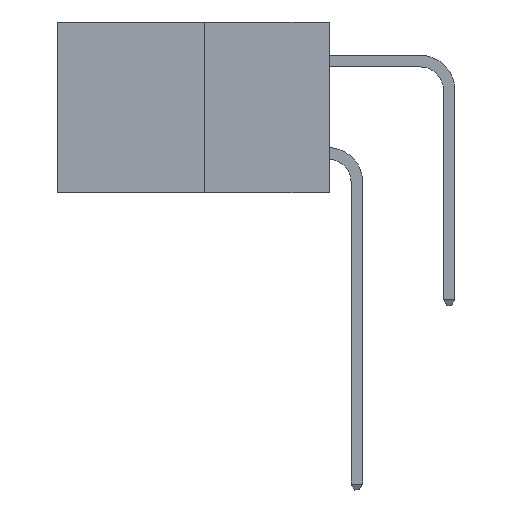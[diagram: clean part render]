
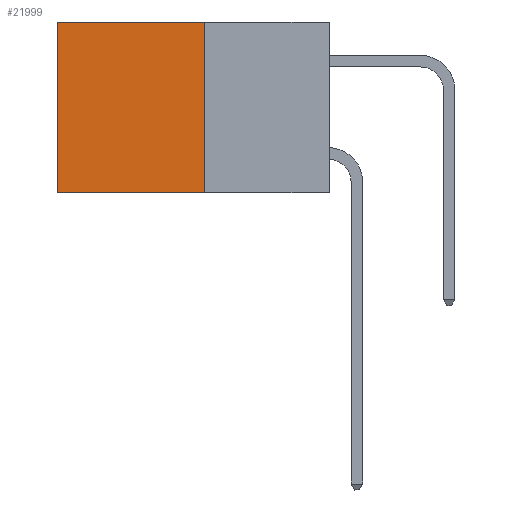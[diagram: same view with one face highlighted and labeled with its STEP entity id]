
A CAD part, left-side view. The second image highlights one B-rep face of the part: STEP entity #21999.
In plain terms, the highlighted planar face has unit normal (-1, 0, 0).
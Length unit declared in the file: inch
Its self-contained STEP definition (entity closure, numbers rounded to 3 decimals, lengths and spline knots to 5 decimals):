
#48 = ORIENTED_EDGE ( 'NONE', *, *, #22852, .F. ) ;
#1707 = VECTOR ( 'NONE', #28042, 39.37008 ) ;
#3442 = VERTEX_POINT ( 'NONE', #23515 ) ;
#5077 = VERTEX_POINT ( 'NONE', #14667 ) ;
#5615 = FACE_OUTER_BOUND ( 'NONE', #27626, .T. ) ;
#5677 = DIRECTION ( 'NONE',  ( 0., 1., 0. ) ) ;
#6579 = EDGE_CURVE ( 'NONE', #22027, #5077, #11134, .T. ) ;
#6884 = DIRECTION ( 'NONE',  ( 0., 1., 0. ) ) ;
#7535 = LINE ( 'NONE', #17093, #1707 ) ;
#7878 = CARTESIAN_POINT ( 'NONE',  ( 0.277, 0.27, -0.37 ) ) ;
#7891 = ORIENTED_EDGE ( 'NONE', *, *, #10820, .T. ) ;
#10036 = DIRECTION ( 'NONE',  ( 1., 0., 0. ) ) ;
#10820 = EDGE_CURVE ( 'NONE', #12918, #22027, #26097, .T. ) ;
#11134 = LINE ( 'NONE', #24471, #17018 ) ;
#11226 = DIRECTION ( 'NONE',  ( 0., 0., -1. ) ) ;
#12918 = VERTEX_POINT ( 'NONE', #17118 ) ;
#14349 = VECTOR ( 'NONE', #5677, 39.37008 ) ;
#14667 = CARTESIAN_POINT ( 'NONE',  ( 0.277, 0.59, -0.37 ) ) ;
#14745 = AXIS2_PLACEMENT_3D ( 'NONE', #7878, #10036, #25474 ) ;
#14964 = VECTOR ( 'NONE', #6884, 39.37008 ) ;
#17018 = VECTOR ( 'NONE', #11226, 39.37008 ) ;
#17093 = CARTESIAN_POINT ( 'NONE',  ( 0.277, 0.27, -0.37 ) ) ;
#17118 = CARTESIAN_POINT ( 'NONE',  ( 0.277, 0.27, 0. ) ) ;
#18435 = EDGE_CURVE ( 'NONE', #3442, #5077, #20163, .T. ) ;
#18499 = ORIENTED_EDGE ( 'NONE', *, *, #6579, .T. ) ;
#18783 = CARTESIAN_POINT ( 'NONE',  ( 0.277, 0.27, 0. ) ) ;
#19079 = ORIENTED_EDGE ( 'NONE', *, *, #18435, .F. ) ;
#20002 = CARTESIAN_POINT ( 'NONE',  ( 0.277, 0.27, -0.37 ) ) ;
#20163 = LINE ( 'NONE', #20002, #14964 ) ;
#21018 = PLANE ( 'NONE',  #14745 ) ;
#21999 = ADVANCED_FACE ( 'NONE', ( #5615 ), #21018, .F. ) ;
#22027 = VERTEX_POINT ( 'NONE', #23259 ) ;
#22852 = EDGE_CURVE ( 'NONE', #12918, #3442, #7535, .T. ) ;
#23259 = CARTESIAN_POINT ( 'NONE',  ( 0.277, 0.59, 0. ) ) ;
#23515 = CARTESIAN_POINT ( 'NONE',  ( 0.277, 0.27, -0.37 ) ) ;
#24471 = CARTESIAN_POINT ( 'NONE',  ( 0.277, 0.59, -0.37 ) ) ;
#25474 = DIRECTION ( 'NONE',  ( 0., 0., -1. ) ) ;
#26097 = LINE ( 'NONE', #18783, #14349 ) ;
#27626 = EDGE_LOOP ( 'NONE', ( #18499, #19079, #48, #7891 ) ) ;
#28042 = DIRECTION ( 'NONE',  ( 0., 0., -1. ) ) ;
